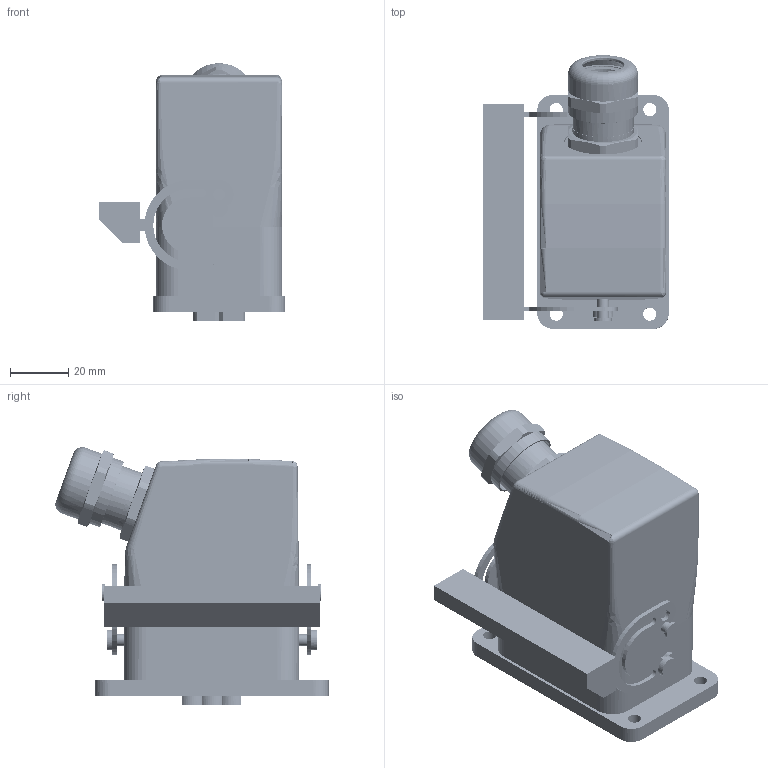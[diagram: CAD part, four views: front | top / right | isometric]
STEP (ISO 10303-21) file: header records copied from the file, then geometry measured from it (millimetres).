
FILE_DESCRIPTION(('CATIA V5R24 STEP','CAx-IF Rec.Pracs.--- Model Styling and Organization---1.2---2011-12-15'),'2;1');
FILE_NAME ('019280-1_1', '2018-09-10T13:02:22+00:00', ('Weidmueller Interface'), ('Weidmueller'), 'CATIA Version 5-6 Release 2014 SP4 HF52', 'CATIA V5 STEP AP214', 'none');
FILE_SCHEMA(('AUTOMOTIVE_DESIGN { 1 0 10303 214 1 1 1 1 }'));
Products named in the file (1): 1712460000
Bounding box: 63.5 x 93.5 x 88.15 mm (x, y, z)
Volume: 123969.6 mm3; surface area: 106896.8 mm2
Topology: 5 solids, 6 shells, 6159 faces, 19006 edges, 12337 vertices
Faces by surface type: plane 3456, cylinder 1486, cone 646, torus 360, bspline 99, sphere 84, extrusion 20, revolution 8
Entity records: 225069 total; most frequent: CARTESIAN_POINT 70928, ORIENTED_EDGE 37592, DIRECTION 23403, EDGE_CURVE 18796, VERTEX_POINT 12337, VECTOR 10669, LINE 10649, AXIS2_PLACEMENT_3D 8292
